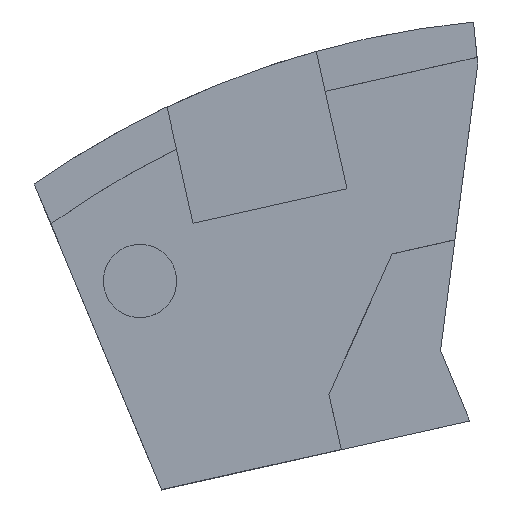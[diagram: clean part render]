
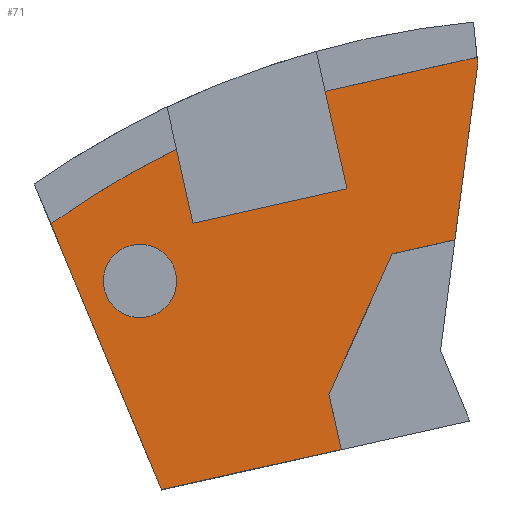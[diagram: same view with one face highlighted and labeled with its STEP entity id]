
A CAD part, top view. The second image highlights one B-rep face of the part: STEP entity #71.
In plain terms, the highlighted planar face has unit normal (0, 0, 1).
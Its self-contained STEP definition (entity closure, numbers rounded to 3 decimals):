
#71=ADVANCED_FACE('',(#132,#133),#134,.T.);
#132=FACE_OUTER_BOUND('',#203,.T.);
#133=FACE_BOUND('',#204,.T.);
#134=PLANE('',#205);
#203=EDGE_LOOP('',(#439,#440,#441,#442,#443,#444,#445,#446,#447,#448,#449,#450));
#204=EDGE_LOOP('',(#451,#452));
#205=AXIS2_PLACEMENT_3D('',#453,#454,#455);
#439=ORIENTED_EDGE('',*,*,#603,.T.);
#440=ORIENTED_EDGE('',*,*,#604,.T.);
#441=ORIENTED_EDGE('',*,*,#566,.T.);
#442=ORIENTED_EDGE('',*,*,#561,.T.);
#443=ORIENTED_EDGE('',*,*,#528,.T.);
#444=ORIENTED_EDGE('',*,*,#594,.F.);
#445=ORIENTED_EDGE('',*,*,#563,.F.);
#446=ORIENTED_EDGE('',*,*,#537,.F.);
#447=ORIENTED_EDGE('',*,*,#592,.T.);
#448=ORIENTED_EDGE('',*,*,#605,.T.);
#449=ORIENTED_EDGE('',*,*,#606,.T.);
#450=ORIENTED_EDGE('',*,*,#556,.F.);
#451=ORIENTED_EDGE('',*,*,#607,.F.);
#452=ORIENTED_EDGE('',*,*,#608,.F.);
#453=CARTESIAN_POINT('',(20.769,40.21,205.85));
#454=DIRECTION('',(0.,0.,1.0));
#455=DIRECTION('',(1.0,0.,0.0));
#528=EDGE_CURVE('',#632,#630,#633,.T.);
#537=EDGE_CURVE('',#647,#649,#650,.T.);
#556=EDGE_CURVE('',#680,#681,#682,.T.);
#561=EDGE_CURVE('',#689,#632,#690,.T.);
#563=EDGE_CURVE('',#649,#692,#693,.T.);
#566=EDGE_CURVE('',#697,#689,#698,.T.);
#592=EDGE_CURVE('',#647,#740,#742,.T.);
#594=EDGE_CURVE('',#692,#630,#744,.T.);
#603=EDGE_CURVE('',#680,#756,#757,.T.);
#604=EDGE_CURVE('',#756,#697,#758,.T.);
#605=EDGE_CURVE('',#740,#759,#760,.T.);
#606=EDGE_CURVE('',#759,#681,#761,.T.);
#607=EDGE_CURVE('',#762,#763,#764,.T.);
#608=EDGE_CURVE('',#763,#762,#765,.T.);
#630=VERTEX_POINT('',#796);
#632=VERTEX_POINT('',#799);
#633=LINE('',#800,#801);
#647=VERTEX_POINT('',#820);
#649=VERTEX_POINT('',#823);
#650=LINE('',#824,#825);
#680=VERTEX_POINT('',#871);
#681=VERTEX_POINT('',#872);
#682=LINE('',#873,#874);
#689=VERTEX_POINT('',#885);
#690=LINE('',#886,#887);
#692=VERTEX_POINT('',#890);
#693=LINE('',#891,#892);
#697=VERTEX_POINT('',#898);
#698=LINE('',#899,#900);
#740=VERTEX_POINT('',#963);
#742=LINE('',#966,#967);
#744=LINE('',#970,#971);
#756=VERTEX_POINT('',#988);
#757=LINE('',#989,#990);
#758=CIRCLE('',#991,24.05);
#759=VERTEX_POINT('',#992);
#760=LINE('',#993,#994);
#761=LINE('',#995,#996);
#762=VERTEX_POINT('',#997);
#763=VERTEX_POINT('',#998);
#764=CIRCLE('',#999,1.0);
#765=CIRCLE('',#1000,1.0);
#796=CARTESIAN_POINT('',(21.543,41.045,205.85));
#799=CARTESIAN_POINT('',(21.88,39.536,205.85));
#800=CARTESIAN_POINT('',(30.717,0.0,205.85));
#801=VECTOR('',#1024,1.0);
#820=CARTESIAN_POINT('',(25.599,50.042,205.85));
#823=CARTESIAN_POINT('',(24.977,45.249,205.85));
#824=CARTESIAN_POINT('',(19.098,0.0,205.85));
#825=VECTOR('',#1037,1.0);
#871=CARTESIAN_POINT('',(17.838,45.702,205.85));
#872=CARTESIAN_POINT('',(22.034,46.64,205.85));
#873=CARTESIAN_POINT('',(0.0,41.715,205.85));
#874=VECTOR('',#1060,1.0);
#885=CARTESIAN_POINT('',(16.978,38.44,205.85));
#886=CARTESIAN_POINT('',(0.0,34.645,205.85));
#887=VECTOR('',#1065,1.0);
#890=CARTESIAN_POINT('',(23.271,44.868,205.85));
#891=CARTESIAN_POINT('',(0.0,39.666,205.85));
#892=VECTOR('',#1067,1.0);
#898=CARTESIAN_POINT('',(13.963,45.682,205.85));
#899=CARTESIAN_POINT('',(32.979,0.0,205.85));
#900=VECTOR('',#1070,1.0);
#963=CARTESIAN_POINT('',(25.581,50.223,205.85));
#966=CARTESIAN_POINT('',(30.345,2.227,205.85));
#967=VECTOR('',#1102,1.0);
#970=CARTESIAN_POINT('',(2.982,0.0,205.85));
#971=VECTOR('',#1104,1.0);
#988=CARTESIAN_POINT('',(17.387,47.72,205.85));
#989=CARTESIAN_POINT('',(28.053,0.0,205.85));
#990=VECTOR('',#1119,1.0);
#991=AXIS2_PLACEMENT_3D('',#1120,#1121,#1122);
#992=CARTESIAN_POINT('',(21.44,49.297,205.85));
#993=CARTESIAN_POINT('',(0.0,44.505,205.85));
#994=VECTOR('',#1123,1.0);
#995=CARTESIAN_POINT('',(32.459,0.0,205.85));
#996=VECTOR('',#1124,1.0);
#997=CARTESIAN_POINT('',(17.355,44.399,205.85));
#998=CARTESIAN_POINT('',(15.43,43.857,205.85));
#999=AXIS2_PLACEMENT_3D('',#1125,#1126,#1127);
#1000=AXIS2_PLACEMENT_3D('',#1128,#1129,#1130);
#1024=DIRECTION('',(-0.218,0.976,0.));
#1037=DIRECTION('',(-0.129,-0.992,0.));
#1060=DIRECTION('',(0.976,0.218,0.));
#1065=DIRECTION('',(0.976,0.218,0.));
#1067=DIRECTION('',(-0.976,-0.218,0.));
#1070=DIRECTION('',(0.384,-0.923,0.));
#1102=DIRECTION('',(-0.099,0.995,0.));
#1104=DIRECTION('',(-0.412,-0.911,0.));
#1119=DIRECTION('',(-0.218,0.976,0.));
#1120=CARTESIAN_POINT('',(27.932,26.105,205.85));
#1121=DIRECTION('',(0.,0.,1.0));
#1122=DIRECTION('',(0.976,0.218,0.));
#1123=DIRECTION('',(-0.976,-0.218,0.));
#1124=DIRECTION('',(0.218,-0.976,0.));
#1125=CARTESIAN_POINT('',(16.393,44.128,205.85));
#1126=DIRECTION('',(0.,0.,1.0));
#1127=DIRECTION('',(0.963,0.271,0.));
#1128=CARTESIAN_POINT('',(16.393,44.128,205.85));
#1129=DIRECTION('',(0.,0.,1.0));
#1130=DIRECTION('',(0.963,0.271,0.));
